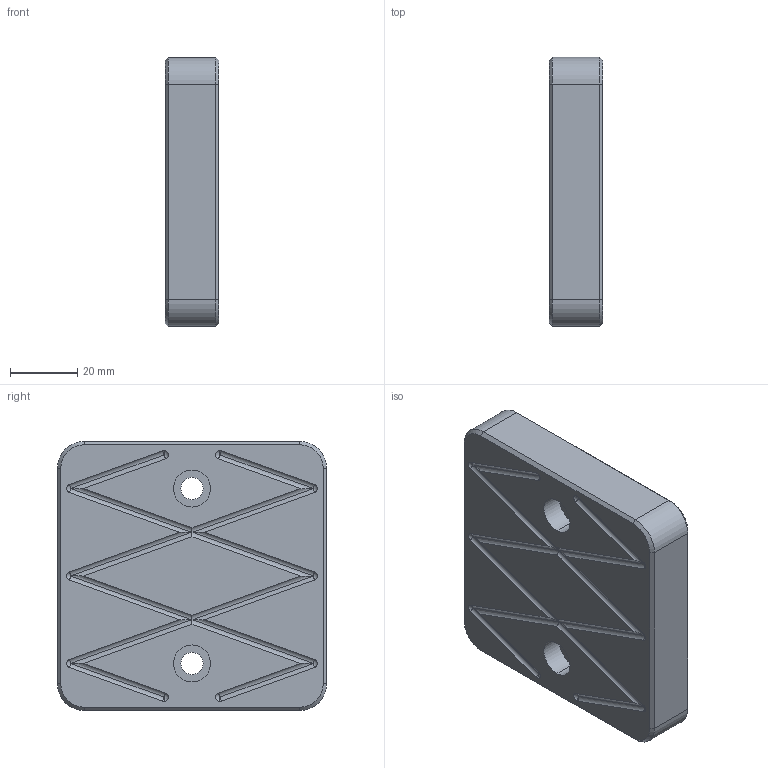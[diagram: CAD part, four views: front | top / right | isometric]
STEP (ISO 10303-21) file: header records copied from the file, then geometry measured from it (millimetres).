
FILE_DESCRIPTION(('STEP AP214'),'1');
FILE_NAME('cctmp_2D3923C8-5E11-48E9-9581-31003806F8D2_2023_08_29_08_04_21_0977_19324..stp','2023-08-29T06:04:22',('HASCO Hasenclever GmbH & Co. KG'),('CADClick - www.CADClick.com'),'Spatial InterOp 3D',' ','unknown authorization');
FILE_SCHEMA(('AUTOMOTIVE_DESIGN'));
Length unit declared in the file: millimetre
Products named in the file (1): Z557/80x80x16
Bounding box: 16 x 80 x 80 mm (x, y, z)
Volume: 98809.5 mm3; surface area: 18134.2 mm2
Topology: 1 solids, 1 shells, 75 faces, 168 edges, 98 vertices
Faces by surface type: cylinder 36, plane 17, sphere 14, cone 8
Entity records: 2702 total; most frequent: DIRECTION 404, CARTESIAN_POINT 342, ORIENTED_EDGE 336, EDGE_CURVE 168, AXIS2_PLACEMENT_3D 160, VERTEX_POINT 98, LINE 84, VECTOR 84
